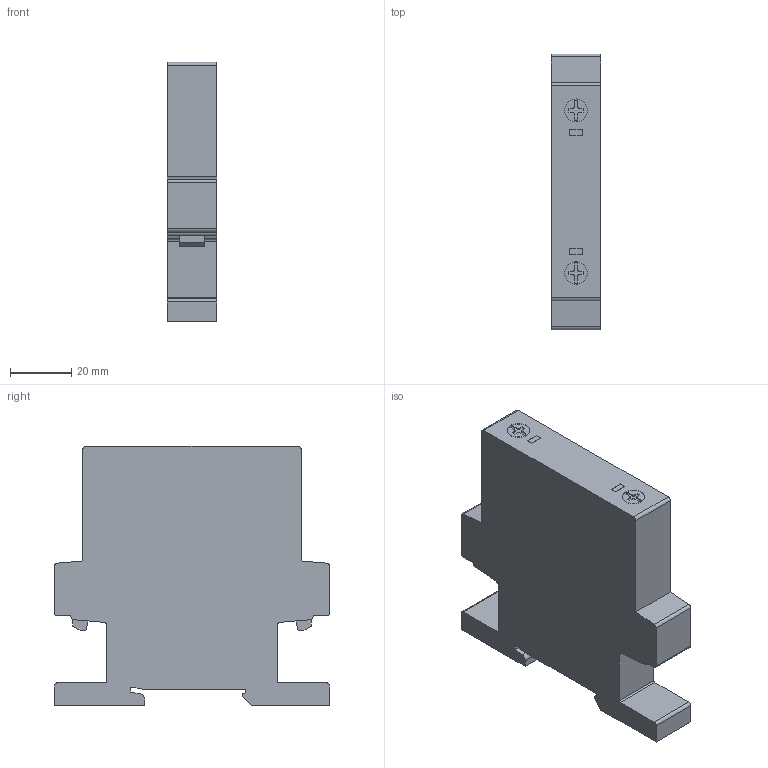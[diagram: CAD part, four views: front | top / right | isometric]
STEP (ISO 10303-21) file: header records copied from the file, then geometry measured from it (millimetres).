
FILE_DESCRIPTION(/* description */ (''),/* implementation_level */ '2;1');
FILE_NAME(/* name */ '3d_BFX42.stp',/* time_stamp */ '2019-03-18T11:15:58+01:00',/* author */ ('Andrzej'),/* organization */ (''),/* preprocessor_version */ 'ST-DEVELOPER v16.13',/* originating_system */ 'AutoCAD Mechanical',/* authorisation */ '');
FILE_SCHEMA (('AUTOMOTIVE_DESIGN { 1 0 10303 214 3 1 1 }'));
Length unit declared in the file: millimetre
Products named in the file (1): Product
Bounding box: 16 x 90 x 84.8 mm (x, y, z)
Volume: 96500.4 mm3; surface area: 19067.7 mm2
Topology: 1 solids, 1 shells, 112 faces, 374 edges, 324 vertices
Faces by surface type: plane 87, cylinder 25
Full cylindrical faces by diameter (mm): 7.5 x2
Entity records: 4098 total; most frequent: CARTESIAN_POINT 817, DIRECTION 668, ORIENTED_EDGE 620, EDGE_CURVE 310, LINE 302, VECTOR 302, VERTEX_POINT 208, AXIS2_PLACEMENT_3D 183
